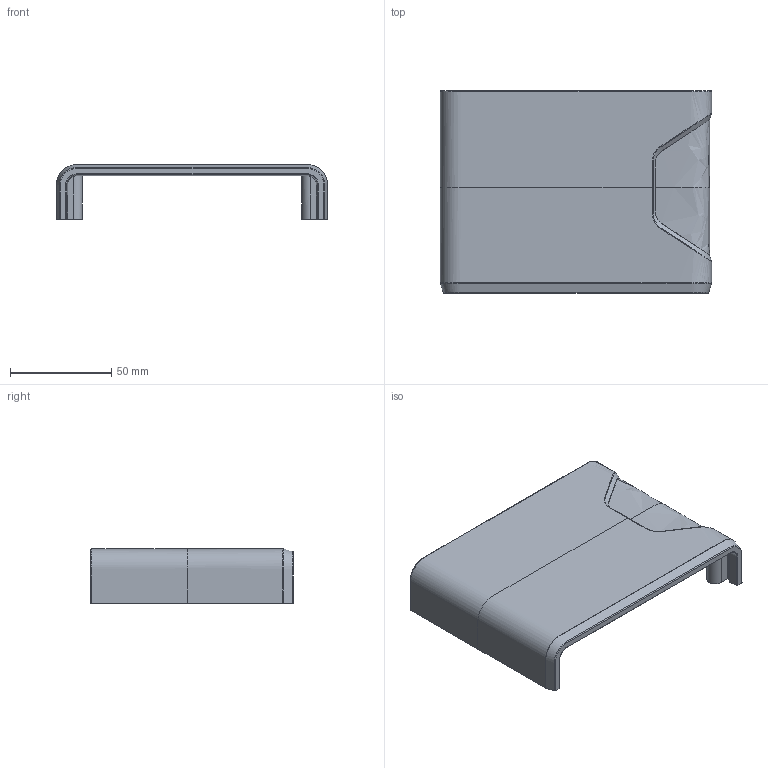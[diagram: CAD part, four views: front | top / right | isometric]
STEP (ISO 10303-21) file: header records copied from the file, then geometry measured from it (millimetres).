
FILE_DESCRIPTION (( 'STEP AP214' ), '1' );
FILE_NAME ('carcasa VDA V2 superior.STEP', '2025-03-15T18:53:58', ( '' ), ( '' ), 'SwSTEP 2.0', 'SolidWorks 2020', '' );
FILE_SCHEMA (( 'AUTOMOTIVE_DESIGN' ));
Length unit declared in the file: millimetre
Products named in the file (1): carcasa VDA V2 superior
Bounding box: 134 x 100.08 x 27 mm (x, y, z)
Surface area: 41438.4 mm2 (no closed solid volume)
Topology: 0 solids, 1 shells, 166 faces, 447 edges, 285 vertices
Faces by surface type: bspline 70, plane 52, cylinder 44
Entity records: 8587 total; most frequent: CARTESIAN_POINT 5660, ORIENTED_EDGE 884, EDGE_CURVE 447, B_SPLINE_CURVE_WITH_KNOTS 372, VERTEX_POINT 285, DIRECTION 196, EDGE_LOOP 172, ADVANCED_FACE 166
